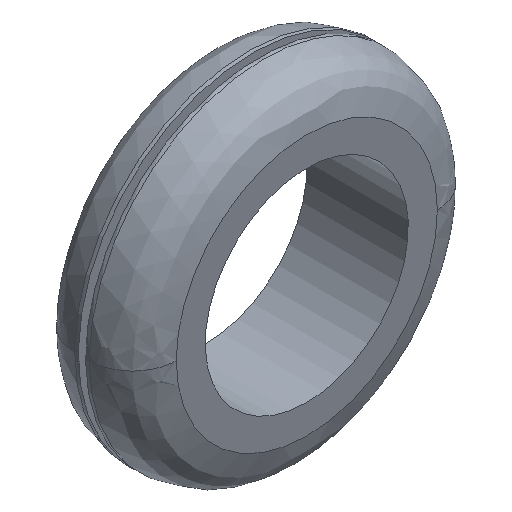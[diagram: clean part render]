
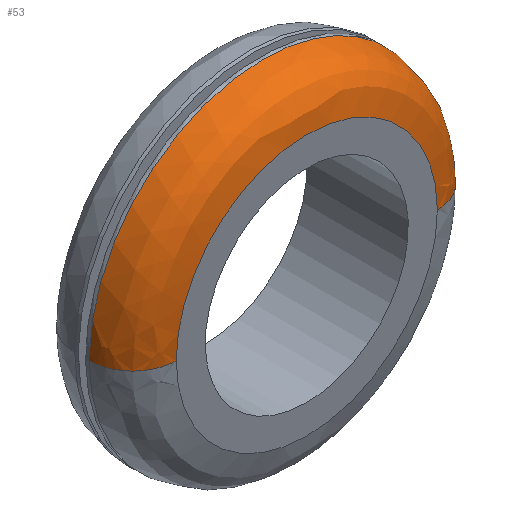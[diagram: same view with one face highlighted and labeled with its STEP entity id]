
A CAD part, isometric view. The second image highlights one B-rep face of the part: STEP entity #53.
In plain terms, the highlighted free-form (B-spline) face has degree [2, 2] with [5, 5] control points.
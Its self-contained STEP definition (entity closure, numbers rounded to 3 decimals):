
#53=ADVANCED_FACE('',(#191),#190,.T.);
#190=( BOUNDED_SURFACE() B_SPLINE_SURFACE( 2,2,((#310,#311,#312,#313,#314),(#315,#316,#317,#318,#319),(#320,#321,#322,#323,#324),(#325,#326,#327,#328,#329),(#330,#331,#332,#333,#334)), .UNSPECIFIED.,.F.,.F.,.F.) B_SPLINE_SURFACE_WITH_KNOTS((3,2,3),(3,2,3),(0.,0.5,1.),(0.,0.5,1.), .UNSPECIFIED. ) GEOMETRIC_REPRESENTATION_ITEM() RATIONAL_B_SPLINE_SURFACE(((1.,0.707,1.,0.707,1.),(0.707,0.5,0.707,0.5,0.707),(1.,0.707,1.,0.707,1.),(0.707,0.5,0.707,0.5,0.707),(1.,0.707,1.,0.707,1.))) REPRESENTATION_ITEM('') SURFACE() );
#191=FACE_OUTER_BOUND('',#335,.T.);
#310=CARTESIAN_POINT('',(24.,6.,0.));
#311=CARTESIAN_POINT('',(24.,0.,0.));
#312=CARTESIAN_POINT('',(18.,0.,0.));
#313=CARTESIAN_POINT('',(12.,0.,0.));
#314=CARTESIAN_POINT('',(12.,6.,0.));
#315=CARTESIAN_POINT('',(24.,6.,24.));
#316=CARTESIAN_POINT('',(24.,0.,24.));
#317=CARTESIAN_POINT('',(18.,0.,18.));
#318=CARTESIAN_POINT('',(12.,0.,12.));
#319=CARTESIAN_POINT('',(12.,6.,12.));
#320=CARTESIAN_POINT('',(0.,6.,24.));
#321=CARTESIAN_POINT('',(0.,0.,24.));
#322=CARTESIAN_POINT('',(0.,0.,18.));
#323=CARTESIAN_POINT('',(0.,0.,12.));
#324=CARTESIAN_POINT('',(0.,6.,12.));
#325=CARTESIAN_POINT('',(-24.,6.,24.));
#326=CARTESIAN_POINT('',(-24.,0.,24.));
#327=CARTESIAN_POINT('',(-18.,0.,18.));
#328=CARTESIAN_POINT('',(-12.,0.,12.));
#329=CARTESIAN_POINT('',(-12.,6.,12.));
#330=CARTESIAN_POINT('',(-24.,6.,0.));
#331=CARTESIAN_POINT('',(-24.,0.,0.));
#332=CARTESIAN_POINT('',(-18.,0.,0.));
#333=CARTESIAN_POINT('',(-12.,0.,0.));
#334=CARTESIAN_POINT('',(-12.,6.,0.));
#335=EDGE_LOOP('',(#466,#467,#468,#469,#470,#471,#472,#473));
#466=ORIENTED_EDGE('',*,*,#513,.T.);
#467=ORIENTED_EDGE('',*,*,#520,.T.);
#468=ORIENTED_EDGE('',*,*,#519,.T.);
#469=ORIENTED_EDGE('',*,*,#518,.T.);
#470=ORIENTED_EDGE('',*,*,#534,.T.);
#471=ORIENTED_EDGE('',*,*,#506,.F.);
#472=ORIENTED_EDGE('',*,*,#508,.F.);
#473=ORIENTED_EDGE('',*,*,#535,.F.);
#506=EDGE_CURVE('',#664,#665,#666,.T.);
#508=EDGE_CURVE('',#672,#664,#679,.T.);
#513=EDGE_CURVE('',#713,#706,#714,.T.);
#518=EDGE_CURVE('',#747,#740,#748,.T.);
#519=EDGE_CURVE('',#754,#747,#755,.T.);
#520=EDGE_CURVE('',#706,#754,#761,.T.);
#534=EDGE_CURVE('',#740,#665,#852,.T.);
#535=EDGE_CURVE('',#713,#672,#858,.T.);
#664=VERTEX_POINT('',#966);
#665=VERTEX_POINT('',#967);
#666=CIRCLE('',#971,18.);
#672=VERTEX_POINT('',#972);
#679=CIRCLE('',#980,18.);
#706=VERTEX_POINT('',#996);
#713=VERTEX_POINT('',#999);
#714=CIRCLE('',#1003,24.);
#740=VERTEX_POINT('',#1016);
#747=VERTEX_POINT('',#1021);
#748=CIRCLE('',#1025,24.);
#754=VERTEX_POINT('',#1026);
#755=CIRCLE('',#1030,24.);
#761=CIRCLE('',#1034,24.);
#852=(BOUNDED_CURVE() B_SPLINE_CURVE(2,(#1082,#1083,#1084),.UNSPECIFIED.,.F.,.F.) B_SPLINE_CURVE_WITH_KNOTS((3,3),(0.,0.5),.UNSPECIFIED.) CURVE() GEOMETRIC_REPRESENTATION_ITEM() RATIONAL_B_SPLINE_CURVE((1.,0.707,1.)) REPRESENTATION_ITEM('') );
#858=(BOUNDED_CURVE() B_SPLINE_CURVE(3,(#1085,#1086,#1087,#1088,#1089),.UNSPECIFIED.,.F.,.F.) B_SPLINE_CURVE_WITH_KNOTS((4,1,4),(0.,0.25,0.5),.UNSPECIFIED.) CURVE() GEOMETRIC_REPRESENTATION_ITEM() RATIONAL_B_SPLINE_CURVE((1.,1.,1.,1.,1.)) REPRESENTATION_ITEM('') );
#966=CARTESIAN_POINT('',(0.,0.,18.));
#967=CARTESIAN_POINT('',(-18.,0.,0.));
#968=CARTESIAN_POINT('',(0.,0.,0.));
#969=DIRECTION('',(0.,-1.,0.));
#970=DIRECTION('',(0.,0.,1.));
#971=AXIS2_PLACEMENT_3D('',#968,#969,#970);
#972=CARTESIAN_POINT('',(18.,0.,-0.002));
#977=CARTESIAN_POINT('',(0.,0.,0.));
#978=DIRECTION('',(0.,-1.,0.));
#979=DIRECTION('',(0.,0.,1.));
#980=AXIS2_PLACEMENT_3D('',#977,#978,#979);
#996=CARTESIAN_POINT('',(15.704,6.,18.149));
#999=CARTESIAN_POINT('',(24.,6.,0.));
#1000=CARTESIAN_POINT('',(0.,6.,0.));
#1001=DIRECTION('',(0.,-1.,0.));
#1002=DIRECTION('',(-1.,0.,0.025));
#1003=AXIS2_PLACEMENT_3D('',#1000,#1001,#1002);
#1016=CARTESIAN_POINT('',(-24.,6.,0.));
#1021=CARTESIAN_POINT('',(-23.992,6.,0.603));
#1022=CARTESIAN_POINT('',(0.,6.,0.));
#1023=DIRECTION('',(0.,-1.,0.));
#1024=DIRECTION('',(1.,0.,-0.025));
#1025=AXIS2_PLACEMENT_3D('',#1022,#1023,#1024);
#1026=CARTESIAN_POINT('',(0.,6.,24.));
#1027=CARTESIAN_POINT('',(0.,6.,0.));
#1028=DIRECTION('',(0.,-1.,0.));
#1029=DIRECTION('',(0.,0.,-1.));
#1030=AXIS2_PLACEMENT_3D('',#1027,#1028,#1029);
#1031=CARTESIAN_POINT('',(0.,6.,0.));
#1032=DIRECTION('',(0.,-1.,0.));
#1033=DIRECTION('',(-1.,0.,0.025));
#1034=AXIS2_PLACEMENT_3D('',#1031,#1032,#1033);
#1082=CARTESIAN_POINT('',(-24.,6.,0.));
#1083=CARTESIAN_POINT('',(-24.,0.,0.));
#1084=CARTESIAN_POINT('',(-18.,0.,0.));
#1085=CARTESIAN_POINT('',(24.,6.,0.));
#1086=CARTESIAN_POINT('',(24.015,4.436,0.));
#1087=CARTESIAN_POINT('',(22.696,1.304,0.));
#1088=CARTESIAN_POINT('',(19.564,-0.015,0.));
#1089=CARTESIAN_POINT('',(18.,0.,0.));
